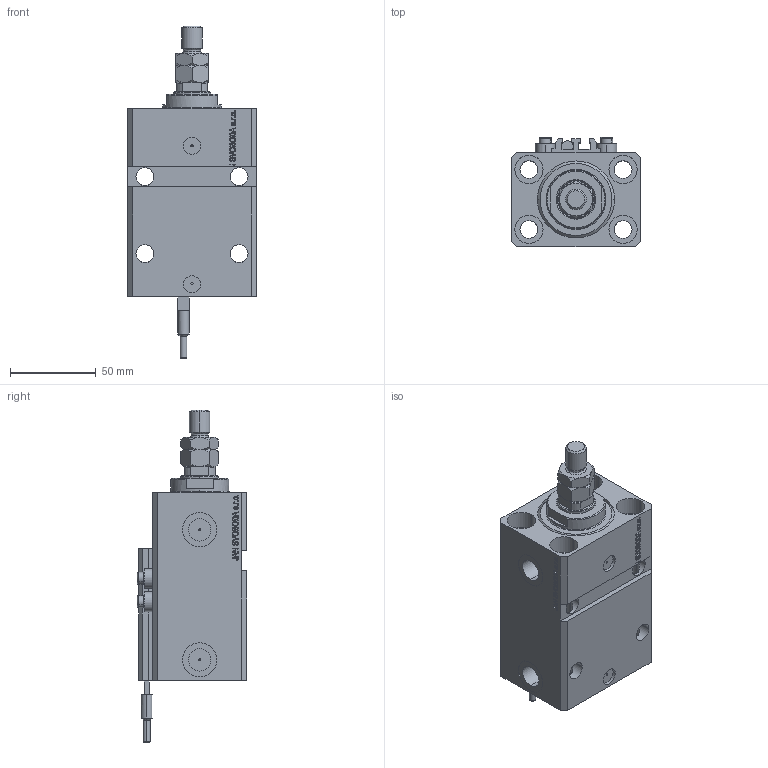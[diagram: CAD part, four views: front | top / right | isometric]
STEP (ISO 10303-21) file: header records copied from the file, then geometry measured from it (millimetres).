
FILE_DESCRIPTION (( 'STEP AP203' ), '1' );
FILE_NAME ('13bd.STEP', '2023-10-07T19:00:24', ( '' ), ( '' ), 'SwSTEP 2.0', 'SolidWorks 2019', '' );
FILE_SCHEMA (( 'CONFIG_CONTROL_DESIGN' ));
Length unit declared in the file: millimetre
Products named in the file (7): V250CE_VC_E 22ad7fb97aefeeb58ef4bf48a11e71e0; ALLEN BOLT V250CE 22ad7fb97aefeeb58ef4bf48a11e71e0; 13bd; V250CE_E_Body 22ad7fb97aefeeb58ef4bf48a11e71e0; V250CE_C_VCP 22ad7fb97aefeeb58ef4bf48a11e71e0; MTA 22ad7fb97aefeeb58ef4bf48a11e71e0; SWITCH_V250CE 22ad7fb97aefeeb58ef4bf48a11e71e0
Assembly tree (9 placements, depth 2):
  13bd
    V250CE_E_Body 22ad7fb97aefeeb58ef4bf48a11e71e0
    ALLEN BOLT V250CE 22ad7fb97aefeeb58ef4bf48a11e71e0  x4
    V250CE_C_VCP 22ad7fb97aefeeb58ef4bf48a11e71e0
    V250CE_VC_E 22ad7fb97aefeeb58ef4bf48a11e71e0
    MTA 22ad7fb97aefeeb58ef4bf48a11e71e0
    SWITCH_V250CE 22ad7fb97aefeeb58ef4bf48a11e71e0
Bounding box: 75 x 64 x 194 mm (x, y, z)
Volume: 390099.2 mm3; surface area: 99334.8 mm2
Topology: 10 solids, 10 shells, 1159 faces, 2860 edges, 1827 vertices
Faces by surface type: plane 545, bspline 354, cylinder 156, cone 86, torus 18
Entity records: 49700 total; most frequent: CARTESIAN_POINT 25461, ORIENTED_EDGE 5410, DIRECTION 3665, EDGE_CURVE 2705, VERTEX_POINT 1743, VECTOR 1591, LINE 1591, EDGE_LOOP 1220
